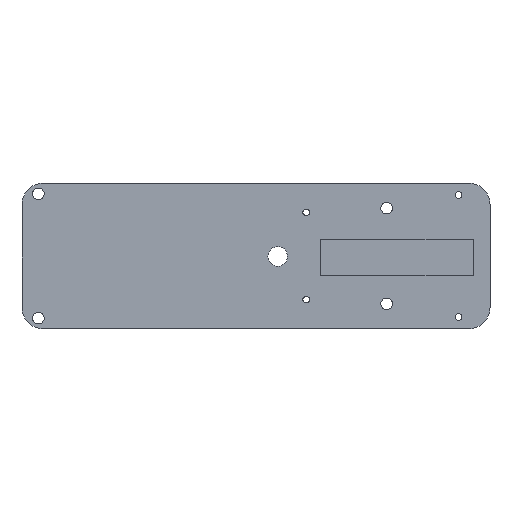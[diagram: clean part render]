
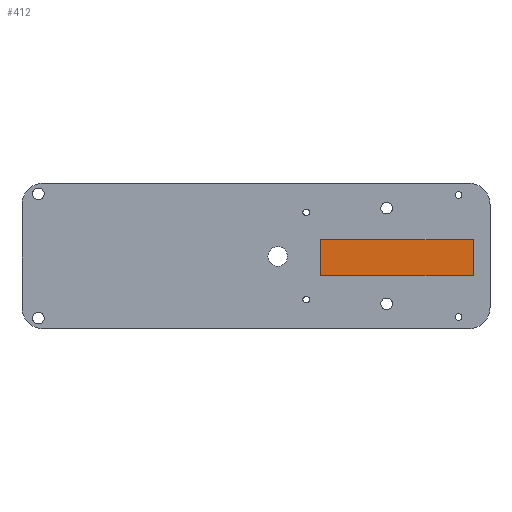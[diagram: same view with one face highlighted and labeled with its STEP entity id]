
A CAD part, top view. The second image highlights one B-rep face of the part: STEP entity #412.
In plain terms, the highlighted planar face has unit normal (0, 0, 1).
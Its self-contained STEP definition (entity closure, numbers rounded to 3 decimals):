
#45 = EDGE_CURVE ( 'NONE', #612, #80, #538, .T. ) ;
#70 = VERTEX_POINT ( 'NONE', #369 ) ;
#80 = VERTEX_POINT ( 'NONE', #110 ) ;
#92 = ORIENTED_EDGE ( 'NONE', *, *, #937, .T. ) ;
#110 = CARTESIAN_POINT ( 'NONE',  ( 207.276, 24.318, 5.1 ) ) ;
#119 = DIRECTION ( 'NONE',  ( 0., -1., 0. ) ) ;
#158 = VECTOR ( 'NONE', #1077, 1000. ) ;
#167 = CARTESIAN_POINT ( 'NONE',  ( 207.276, 40.891, 5.1 ) ) ;
#184 = DIRECTION ( 'NONE',  ( -1., 0., 0. ) ) ;
#187 = VERTEX_POINT ( 'NONE', #167 ) ;
#205 = DIRECTION ( 'NONE',  ( 0., 0., 1. ) ) ;
#260 = FACE_OUTER_BOUND ( 'NONE', #725, .T. ) ;
#286 = CARTESIAN_POINT ( 'NONE',  ( 207.276, 40.891, 5.1 ) ) ;
#288 = CARTESIAN_POINT ( 'NONE',  ( 137.175, 24.318, 5.1 ) ) ;
#289 = PLANE ( 'NONE',  #1090 ) ;
#369 = CARTESIAN_POINT ( 'NONE',  ( 137.175, 40.891, 5.1 ) ) ;
#412 = ADVANCED_FACE ( 'NONE', ( #260 ), #289, .T. ) ;
#439 = EDGE_CURVE ( 'NONE', #187, #70, #715, .T. ) ;
#538 = LINE ( 'NONE', #991, #158 ) ;
#566 = CARTESIAN_POINT ( 'NONE',  ( 137.175, 40.891, 5.1 ) ) ;
#586 = VECTOR ( 'NONE', #184, 1000. ) ;
#598 = ORIENTED_EDGE ( 'NONE', *, *, #45, .T. ) ;
#612 = VERTEX_POINT ( 'NONE', #288 ) ;
#624 = DIRECTION ( 'NONE',  ( 1., 0., 0. ) ) ;
#656 = LINE ( 'NONE', #566, #917 ) ;
#684 = CARTESIAN_POINT ( 'NONE',  ( 137.175, 40.891, 5.1 ) ) ;
#706 = ORIENTED_EDGE ( 'NONE', *, *, #1017, .T. ) ;
#715 = LINE ( 'NONE', #684, #586 ) ;
#725 = EDGE_LOOP ( 'NONE', ( #92, #598, #706, #850 ) ) ;
#739 = VECTOR ( 'NONE', #996, 1000. ) ;
#850 = ORIENTED_EDGE ( 'NONE', *, *, #439, .T. ) ;
#917 = VECTOR ( 'NONE', #119, 1000. ) ;
#937 = EDGE_CURVE ( 'NONE', #70, #612, #656, .T. ) ;
#991 = CARTESIAN_POINT ( 'NONE',  ( 137.175, 24.318, 5.1 ) ) ;
#996 = DIRECTION ( 'NONE',  ( 0., 1., 0. ) ) ;
#998 = CARTESIAN_POINT ( 'NONE',  ( 0., 0., 5.1 ) ) ;
#1017 = EDGE_CURVE ( 'NONE', #80, #187, #1087, .T. ) ;
#1077 = DIRECTION ( 'NONE',  ( 1., 0., 0. ) ) ;
#1087 = LINE ( 'NONE', #286, #739 ) ;
#1090 = AXIS2_PLACEMENT_3D ( 'NONE', #998, #205, #624 ) ;
